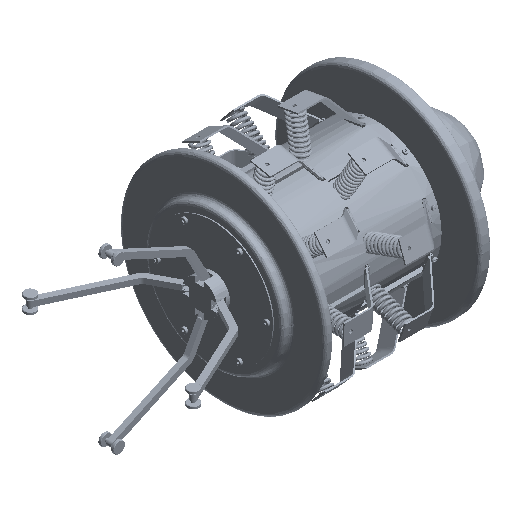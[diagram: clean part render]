
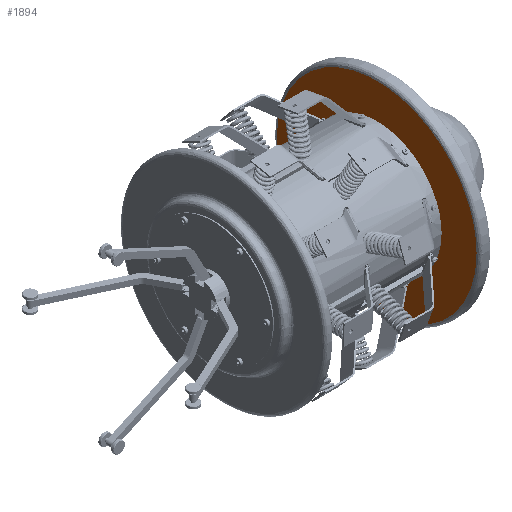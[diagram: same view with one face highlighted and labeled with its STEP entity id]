
A CAD part, isometric view. The second image highlights one B-rep face of the part: STEP entity #1894.
In plain terms, the highlighted free-form (B-spline) face has degree [1, 1] with [2, 2] control points.
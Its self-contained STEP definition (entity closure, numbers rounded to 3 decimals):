
#784 = EDGE_CURVE('',#785,#787,#789,.T.);
#785 = VERTEX_POINT('',#786);
#786 = CARTESIAN_POINT('',(-47.281,-124.718,0.));
#787 = VERTEX_POINT('',#788);
#788 = CARTESIAN_POINT('',(-47.281,124.718,
    0.));
#789 = ( BOUNDED_CURVE() B_SPLINE_CURVE(3,(#790,#791,#792,#793),
.UNSPECIFIED.,.F.,.F.) B_SPLINE_CURVE_WITH_KNOTS((4,4),(0.,1.),
.PIECEWISE_BEZIER_KNOTS.) CURVE() GEOMETRIC_REPRESENTATION_ITEM() 
RATIONAL_B_SPLINE_CURVE((1.,0.333,0.333,1.)) 
REPRESENTATION_ITEM('') );
#790 = CARTESIAN_POINT('',(-47.281,-124.718,0.));
#791 = CARTESIAN_POINT('',(-47.281,-124.718,
    -249.435));
#792 = CARTESIAN_POINT('',(-47.281,124.718,
    -249.435));
#793 = CARTESIAN_POINT('',(-47.281,124.718,
    0.));
#1199 = EDGE_CURVE('',#1200,#1202,#1204,.T.);
#1200 = VERTEX_POINT('',#1201);
#1201 = CARTESIAN_POINT('',(-47.281,-75.22,0.));
#1202 = VERTEX_POINT('',#1203);
#1203 = CARTESIAN_POINT('',(-47.281,75.22,
    0.));
#1204 = ( BOUNDED_CURVE() B_SPLINE_CURVE(2,(#1205,#1206,#1207,#1208,
#1209),.UNSPECIFIED.,.F.,.F.) B_SPLINE_CURVE_WITH_KNOTS((3,2,3),(0.,
1.571,3.142),.PIECEWISE_BEZIER_KNOTS.) CURVE() 
GEOMETRIC_REPRESENTATION_ITEM() RATIONAL_B_SPLINE_CURVE((1.,
0.707,1.,0.707,1.)) REPRESENTATION_ITEM('') );
#1205 = CARTESIAN_POINT('',(-47.281,-75.22,0.));
#1206 = CARTESIAN_POINT('',(-47.281,-75.22,
    75.22));
#1207 = CARTESIAN_POINT('',(-47.281,0.,
    75.22));
#1208 = CARTESIAN_POINT('',(-47.281,75.22,
    75.22));
#1209 = CARTESIAN_POINT('',(-47.281,75.22,
    0.));
#1869 = EDGE_CURVE('',#787,#785,#1870,.T.);
#1870 = ( BOUNDED_CURVE() B_SPLINE_CURVE(3,(#1871,#1872,#1873,#1874),
.UNSPECIFIED.,.F.,.F.) B_SPLINE_CURVE_WITH_KNOTS((4,4),(0.,1.),
.PIECEWISE_BEZIER_KNOTS.) CURVE() GEOMETRIC_REPRESENTATION_ITEM() 
RATIONAL_B_SPLINE_CURVE((1.,0.333,0.333,1.)) 
REPRESENTATION_ITEM('') );
#1871 = CARTESIAN_POINT('',(-47.281,124.718,
    0.));
#1872 = CARTESIAN_POINT('',(-47.281,124.718,
    249.435));
#1873 = CARTESIAN_POINT('',(-47.281,-124.718,
    249.435));
#1874 = CARTESIAN_POINT('',(-47.281,-124.718,0.));
#1894 = ADVANCED_FACE('',(#1895,#1899),#1910,.F.);
#1895 = FACE_BOUND('',#1896,.T.);
#1896 = EDGE_LOOP('',(#1897,#1898));
#1897 = ORIENTED_EDGE('',*,*,#784,.F.);
#1898 = ORIENTED_EDGE('',*,*,#1869,.F.);
#1899 = FACE_BOUND('',#1900,.T.);
#1900 = EDGE_LOOP('',(#1901,#1902));
#1901 = ORIENTED_EDGE('',*,*,#1199,.F.);
#1902 = ORIENTED_EDGE('',*,*,#1903,.F.);
#1903 = EDGE_CURVE('',#1202,#1200,#1904,.T.);
#1904 = ( BOUNDED_CURVE() B_SPLINE_CURVE(2,(#1905,#1906,#1907,#1908,
#1909),.UNSPECIFIED.,.F.,.F.) B_SPLINE_CURVE_WITH_KNOTS((3,2,3),(
    3.142,4.712,6.283),
.PIECEWISE_BEZIER_KNOTS.) CURVE() GEOMETRIC_REPRESENTATION_ITEM() 
RATIONAL_B_SPLINE_CURVE((1.,0.707,1.,0.707,1.)) 
REPRESENTATION_ITEM('') );
#1905 = CARTESIAN_POINT('',(-47.281,75.22,
    0.));
#1906 = CARTESIAN_POINT('',(-47.281,75.22,
    -75.22));
#1907 = CARTESIAN_POINT('',(-47.281,0.,
    -75.22));
#1908 = CARTESIAN_POINT('',(-47.281,-75.22,
    -75.22));
#1909 = CARTESIAN_POINT('',(-47.281,-75.22,
    0.));
#1910 = B_SPLINE_SURFACE_WITH_KNOTS('',1,1,(
    (#1911,#1912)
    ,(#1913,#1914
    )),.UNSPECIFIED.,.F.,.F.,.F.,(2,2),(2,2),(-294.8,0.),
  (-294.8,294.8),.PIECEWISE_BEZIER_KNOTS.);
#1911 = CARTESIAN_POINT('',(-47.281,-124.718,
    -249.435));
#1912 = CARTESIAN_POINT('',(-47.281,-124.718,
    249.435));
#1913 = CARTESIAN_POINT('',(-47.281,124.718,
    -249.435));
#1914 = CARTESIAN_POINT('',(-47.281,124.718,
    249.435));
